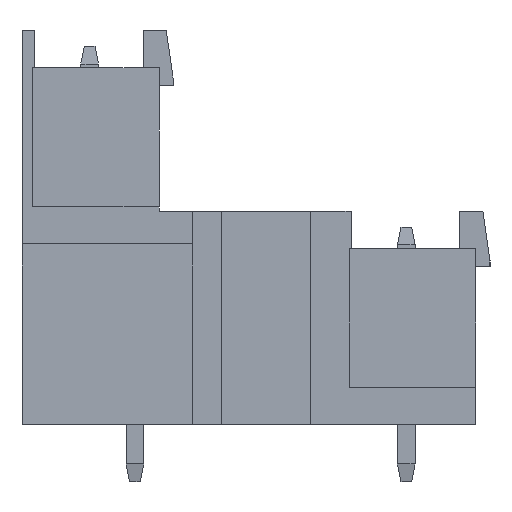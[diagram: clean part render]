
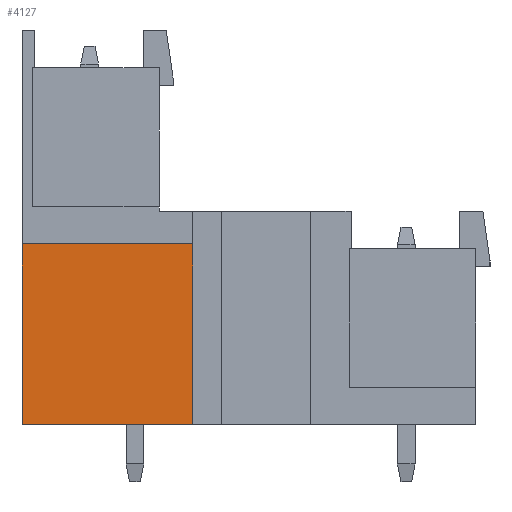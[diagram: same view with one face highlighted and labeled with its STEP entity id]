
A CAD part, left-side view. The second image highlights one B-rep face of the part: STEP entity #4127.
In plain terms, the highlighted planar face has unit normal (-1, 0, 0).
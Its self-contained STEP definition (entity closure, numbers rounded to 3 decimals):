
#4114=AXIS2_PLACEMENT_3D('Plane Axis2P3D',#4111,#4112,#4113) ;
#2783=CARTESIAN_POINT('Vertex',(2.,26.28,3.2)) ;
#2786=CARTESIAN_POINT('Line Origine',(2.,26.28,8.28)) ;
#2790=CARTESIAN_POINT('Vertex',(2.,26.28,13.36)) ;
#2899=CARTESIAN_POINT('Vertex',(2.,16.7,3.2)) ;
#2902=CARTESIAN_POINT('Line Origine',(2.,21.49,3.2)) ;
#4094=CARTESIAN_POINT('Vertex',(2.,16.7,13.36)) ;
#4097=CARTESIAN_POINT('Line Origine',(2.,16.7,8.28)) ;
#4111=CARTESIAN_POINT('Axis2P3D Location',(2.,0.,13.36)) ;
#4116=CARTESIAN_POINT('Line Origine',(2.,21.49,13.36)) ;
#2787=DIRECTION('Vector Direction',(0.,0.,-1.)) ;
#2903=DIRECTION('Vector Direction',(0.,1.,0.)) ;
#4098=DIRECTION('Vector Direction',(0.,0.,1.)) ;
#4112=DIRECTION('Axis2P3D Direction',(1.,-0.,0.)) ;
#4113=DIRECTION('Axis2P3D XDirection',(0.,0.,-1.)) ;
#4117=DIRECTION('Vector Direction',(0.,1.,0.)) ;
#2788=VECTOR('Line Direction',#2787,1.) ;
#2904=VECTOR('Line Direction',#2903,1.) ;
#4099=VECTOR('Line Direction',#4098,1.) ;
#4118=VECTOR('Line Direction',#4117,1.) ;
#4122=ORIENTED_EDGE('',*,*,#4101,.T.) ;
#4123=ORIENTED_EDGE('',*,*,#4120,.T.) ;
#4124=ORIENTED_EDGE('',*,*,#2792,.T.) ;
#4125=ORIENTED_EDGE('',*,*,#2906,.F.) ;
#4127=ADVANCED_FACE('Housing',(#4126),#4115,.F.) ;
#2792=EDGE_CURVE('',#2791,#2784,#2789,.T.) ;
#2906=EDGE_CURVE('',#2900,#2784,#2905,.T.) ;
#4101=EDGE_CURVE('',#2900,#4095,#4100,.T.) ;
#4120=EDGE_CURVE('',#4095,#2791,#4119,.T.) ;
#4121=EDGE_LOOP('',(#4122,#4123,#4124,#4125)) ;
#4126=FACE_OUTER_BOUND('',#4121,.T.) ;
#2789=LINE('Line',#2786,#2788) ;
#2905=LINE('Line',#2902,#2904) ;
#4100=LINE('Line',#4097,#4099) ;
#4119=LINE('Line',#4116,#4118) ;
#4115=PLANE('',#4114) ;
#2784=VERTEX_POINT('',#2783) ;
#2791=VERTEX_POINT('',#2790) ;
#2900=VERTEX_POINT('',#2899) ;
#4095=VERTEX_POINT('',#4094) ;
